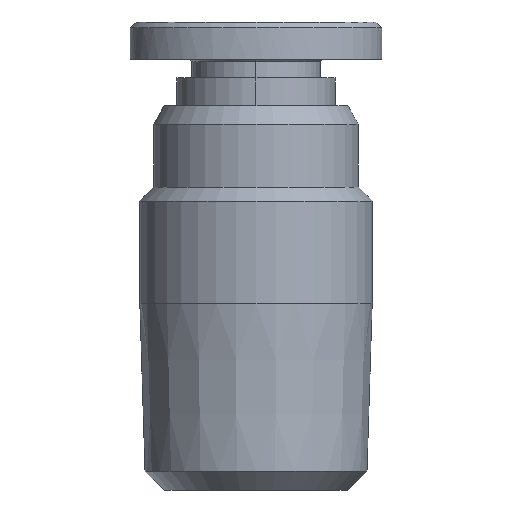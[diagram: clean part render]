
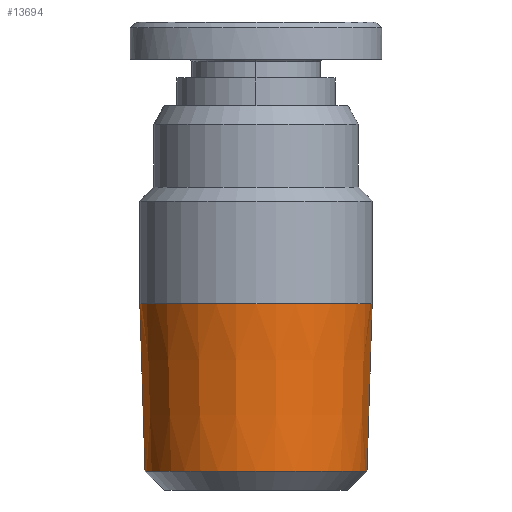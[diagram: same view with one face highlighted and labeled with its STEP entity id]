
A CAD part, left-side view. The second image highlights one B-rep face of the part: STEP entity #13694.
In plain terms, the highlighted conical face has half-angle 1.79 degrees and reference radius 4.865 mm.
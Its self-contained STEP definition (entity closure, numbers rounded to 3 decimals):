
#330=CARTESIAN_POINT('',(-4.765,0.,-5.55));
#331=VERTEX_POINT('',#330);
#332=CARTESIAN_POINT('',(-4.99,0.0,1.65));
#333=VERTEX_POINT('',#332);
#334=CARTESIAN_POINT('',(-4.765,0.,-5.55));
#335=DIRECTION('',(-0.031,0.,1.));
#336=VECTOR('',#335,7.204);
#337=LINE('',#334,#336);
#338=EDGE_CURVE('',#331,#333,#337,.T.);
#340=CARTESIAN_POINT('',(4.765,0.,-5.55));
#341=VERTEX_POINT('',#340);
#349=CARTESIAN_POINT('',(4.99,0.,1.65));
#350=VERTEX_POINT('',#349);
#351=CARTESIAN_POINT('',(4.99,0.,1.65));
#352=DIRECTION('',(-0.031,0.,-1.));
#353=VECTOR('',#352,7.204);
#354=LINE('',#351,#353);
#355=EDGE_CURVE('',#350,#341,#354,.T.);
#395=CARTESIAN_POINT('',(0.0,0.,-5.55));
#396=DIRECTION('',(0.0,0.0,-1.0));
#397=DIRECTION('',(1.0,0.0,0.0));
#398=AXIS2_PLACEMENT_3D('',#395,#396,#397);
#399=CIRCLE('',#398,4.765);
#400=EDGE_CURVE('',#331,#341,#399,.T.);
#13677=CARTESIAN_POINT('',(0.0,0.0,-2.35));
#13678=DIRECTION('',(0.0,0.0,1.0));
#13679=DIRECTION('',(-1.0,0.0,0.0));
#13680=AXIS2_PLACEMENT_3D('',#13677,#13678,#13679);
#13681=CONICAL_SURFACE('',#13680,4.865,1.79);
#13682=ORIENTED_EDGE('',*,*,#338,.T.);
#13683=CARTESIAN_POINT('',(0.0,0.0,1.65));
#13684=DIRECTION('',(0.0,0.0,1.0));
#13685=DIRECTION('',(-1.0,0.0,0.0));
#13686=AXIS2_PLACEMENT_3D('',#13683,#13684,#13685);
#13687=CIRCLE('',#13686,4.99);
#13688=EDGE_CURVE('',#350,#333,#13687,.T.);
#13689=ORIENTED_EDGE('',*,*,#13688,.F.);
#13690=ORIENTED_EDGE('',*,*,#355,.T.);
#13691=ORIENTED_EDGE('',*,*,#400,.F.);
#13692=EDGE_LOOP('',(#13682,#13689,#13690,#13691));
#13693=FACE_OUTER_BOUND('',#13692,.T.);
#13694=ADVANCED_FACE('',(#13693),#13681,.T.);
